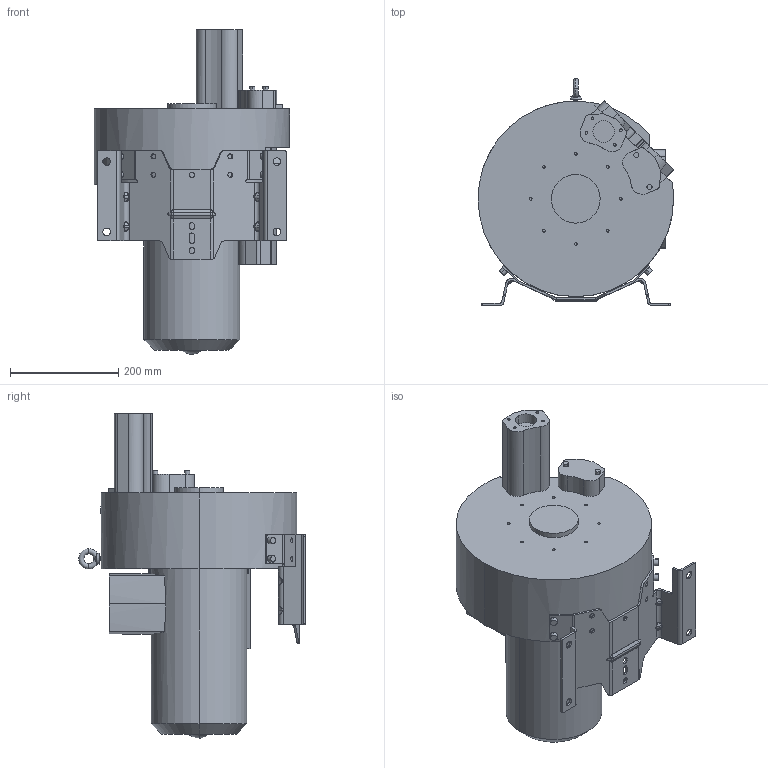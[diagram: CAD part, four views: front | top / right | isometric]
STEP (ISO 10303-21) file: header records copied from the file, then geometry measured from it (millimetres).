
FILE_DESCRIPTION (( 'STEP AP203' ), '1' );
FILE_NAME ('4RB420-0AP41-1.STEP', '2025-05-15T00:40:27', ( '' ), ( '' ), 'SwSTEP 2.0', 'SolidWorks 2025', '' );
FILE_SCHEMA (( 'CONFIG_CONTROL_DESIGN' ));
Length unit declared in the file: millimetre
Products named in the file (1): 4RB420-0AP41-1
Bounding box: 362.67 x 419.71 x 600.39 mm (x, y, z)
Volume: 24590937.5 mm3; surface area: 843267.2 mm2
Topology: 1 solids, 1 shells, 597 faces, 1567 edges, 1008 vertices
Faces by surface type: cylinder 282, plane 200, bspline 88, torus 14, cone 7, sphere 6
Entity records: 26860 total; most frequent: CARTESIAN_POINT 13108, ORIENTED_EDGE 3126, DIRECTION 2461, EDGE_CURVE 1563, VERTEX_POINT 1008, AXIS2_PLACEMENT_3D 947, EDGE_LOOP 669, FACE_OUTER_BOUND 597
